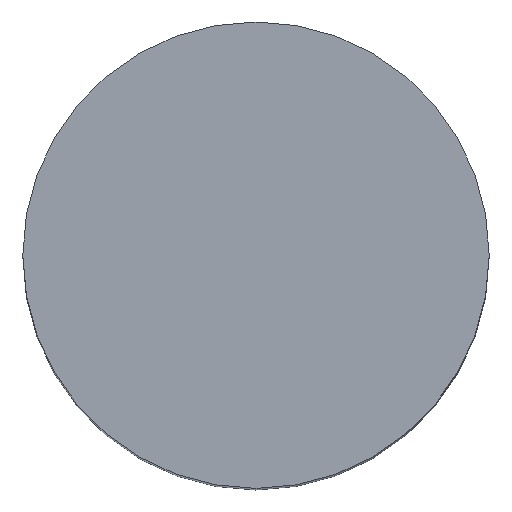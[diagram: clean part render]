
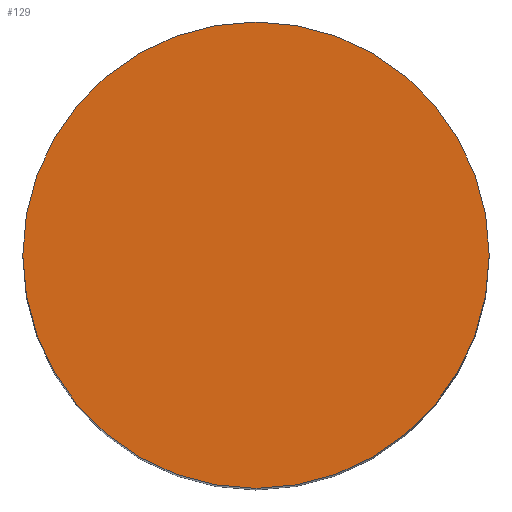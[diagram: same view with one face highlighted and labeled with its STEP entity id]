
A CAD part, top view. The second image highlights one B-rep face of the part: STEP entity #129.
In plain terms, the highlighted planar face has unit normal (0, 0, 1).
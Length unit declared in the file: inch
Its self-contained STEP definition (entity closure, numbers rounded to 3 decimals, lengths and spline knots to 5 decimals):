
#4 = CIRCLE ( 'NONE', #26, 0.0625 ) ;
#6 = DIRECTION ( 'NONE',  ( 0., 0., 1. ) ) ;
#11 = AXIS2_PLACEMENT_3D ( 'NONE', #73, #71, #34 ) ;
#13 = VERTEX_POINT ( 'NONE', #87 ) ;
#21 = EDGE_CURVE ( 'NONE', #13, #36, #4, .T. ) ;
#25 = ORIENTED_EDGE ( 'NONE', *, *, #21, .T. ) ;
#26 = AXIS2_PLACEMENT_3D ( 'NONE', #114, #29, #52 ) ;
#29 = DIRECTION ( 'NONE',  ( 0., 0., 1. ) ) ;
#31 = CARTESIAN_POINT ( 'NONE',  ( 0.0625, 0., 0.25 ) ) ;
#34 = DIRECTION ( 'NONE',  ( 1., 0., 0. ) ) ;
#36 = VERTEX_POINT ( 'NONE', #31 ) ;
#42 = PLANE ( 'NONE',  #11 ) ;
#48 = FACE_OUTER_BOUND ( 'NONE', #63, .T. ) ;
#52 = DIRECTION ( 'NONE',  ( 1., 0., 0. ) ) ;
#63 = EDGE_LOOP ( 'NONE', ( #25, #99 ) ) ;
#67 = AXIS2_PLACEMENT_3D ( 'NONE', #102, #6, #107 ) ;
#71 = DIRECTION ( 'NONE',  ( 0., 0., 1. ) ) ;
#73 = CARTESIAN_POINT ( 'NONE',  ( 0., 0., 0.25 ) ) ;
#87 = CARTESIAN_POINT ( 'NONE',  ( -0.0625, 0., 0.25 ) ) ;
#99 = ORIENTED_EDGE ( 'NONE', *, *, #108, .T. ) ;
#102 = CARTESIAN_POINT ( 'NONE',  ( 0., 0., 0.25 ) ) ;
#107 = DIRECTION ( 'NONE',  ( 1., 0., 0. ) ) ;
#108 = EDGE_CURVE ( 'NONE', #36, #13, #110, .T. ) ;
#110 = CIRCLE ( 'NONE', #67, 0.0625 ) ;
#114 = CARTESIAN_POINT ( 'NONE',  ( 0., 0., 0.25 ) ) ;
#129 = ADVANCED_FACE ( 'NONE', ( #48 ), #42, .T. ) ;
